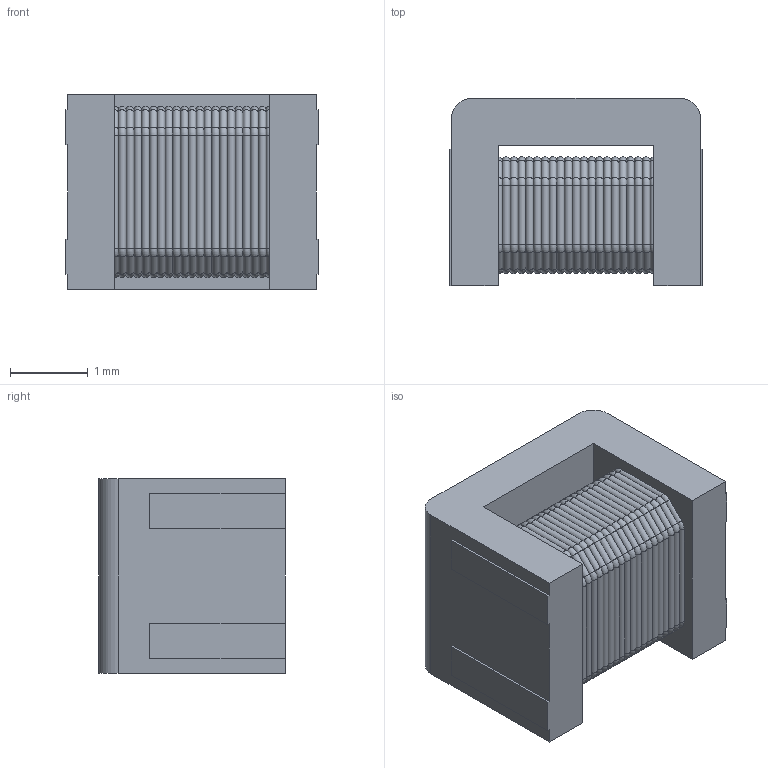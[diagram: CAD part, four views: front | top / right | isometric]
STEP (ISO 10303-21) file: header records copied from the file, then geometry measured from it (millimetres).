
FILE_DESCRIPTION(/* description */ (''),/* implementation_level */ '2;1');
FILE_NAME(/* name */ 'ATB322524.stp',/* time_stamp */ '2020-05-16T17:30:52-07:00',/* author */ ('johnny'),/* organization */ (''),/* preprocessor_version */ 'ST-DEVELOPER v18.1',/* originating_system */ 'Autodesk Inventor 2021',/* authorisation */ '');
FILE_SCHEMA (('AUTOMOTIVE_DESIGN { 1 0 10303 214 3 1 1 }'));
Length unit declared in the file: millimetre
Products named in the file (1): Part1
Bounding box: 3.25 x 2.4 x 2.5 mm (x, y, z)
Volume: 16.1 mm3; surface area: 90.3 mm2
Topology: 1 solids, 1 shells, 1166 faces, 2851 edges, 1064 vertices
Faces by surface type: cylinder 491, torus 488, plane 187
Full cylindrical faces by diameter (mm): 0.553 x1
Entity records: 34451 total; most frequent: CARTESIAN_POINT 7002, DIRECTION 5865, ORIENTED_EDGE 5702, EDGE_CURVE 2851, AXIS2_PLACEMENT_3D 2487, CIRCLE 1320, EDGE_LOOP 1169, FACE_OUTER_BOUND 1166
